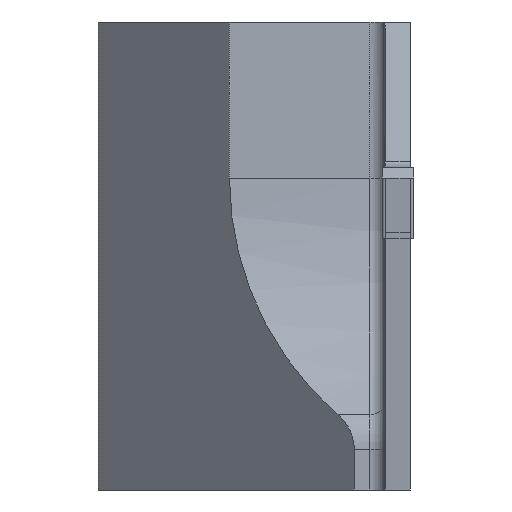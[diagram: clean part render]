
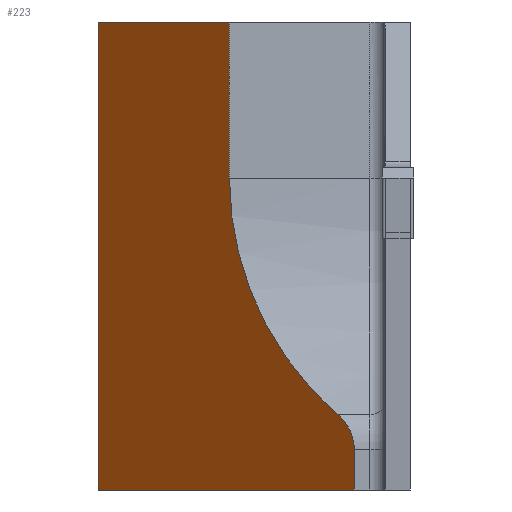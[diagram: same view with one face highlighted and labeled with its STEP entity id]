
A CAD part, left-side view. The second image highlights one B-rep face of the part: STEP entity #223.
In plain terms, the highlighted planar face has unit normal (-0.707, 0.707, 0).
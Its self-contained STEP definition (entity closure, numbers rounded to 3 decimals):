
#176=ELLIPSE('',#1010,28.284,20.);
#180=ELLIPSE('',#1040,4.243,3.);
#223=ADVANCED_FACE('',(#305),#259,.T.);
#259=PLANE('',#1051);
#305=FACE_OUTER_BOUND('',#352,.T.);
#352=EDGE_LOOP('',(#574,#575,#576,#577,#578,#579,#580));
#574=ORIENTED_EDGE('',*,*,#725,.F.);
#575=ORIENTED_EDGE('',*,*,#721,.F.);
#576=ORIENTED_EDGE('',*,*,#779,.F.);
#577=ORIENTED_EDGE('',*,*,#758,.F.);
#578=ORIENTED_EDGE('',*,*,#753,.F.);
#579=ORIENTED_EDGE('',*,*,#786,.F.);
#580=ORIENTED_EDGE('',*,*,#783,.F.);
#632=VERTEX_POINT('',#1397);
#633=VERTEX_POINT('',#1398);
#636=VERTEX_POINT('',#1406);
#657=VERTEX_POINT('',#1460);
#659=VERTEX_POINT('',#1463);
#661=VERTEX_POINT('',#1471);
#672=VERTEX_POINT('',#1520);
#721=EDGE_CURVE('',#632,#633,#830,.T.);
#725=EDGE_CURVE('',#633,#636,#176,.T.);
#753=EDGE_CURVE('',#657,#659,#857,.T.);
#758=EDGE_CURVE('',#659,#661,#861,.T.);
#779=EDGE_CURVE('',#661,#632,#879,.T.);
#783=EDGE_CURVE('',#636,#672,#180,.T.);
#786=EDGE_CURVE('',#672,#657,#883,.T.);
#830=LINE('',#1396,#924);
#857=LINE('',#1462,#951);
#861=LINE('',#1470,#955);
#879=LINE('',#1512,#973);
#883=LINE('',#1525,#977);
#924=VECTOR('',#1146,1.);
#951=VECTOR('',#1197,1.);
#955=VECTOR('',#1205,1.);
#973=VECTOR('',#1249,1.);
#977=VECTOR('',#1267,1.);
#1010=AXIS2_PLACEMENT_3D('',#1405,#1152,#1153);
#1040=AXIS2_PLACEMENT_3D('',#1519,#1260,#1261);
#1051=AXIS2_PLACEMENT_3D('',#1535,#1285,#1286);
#1146=DIRECTION('',(0.,0.,-1.));
#1152=DIRECTION('',(-0.707,0.707,0.));
#1153=DIRECTION('',(-0.707,-0.707,0.));
#1197=DIRECTION('',(0.707,0.707,0.));
#1205=DIRECTION('',(0.,0.,1.));
#1249=DIRECTION('',(-0.707,-0.707,0.));
#1260=DIRECTION('',(0.707,-0.707,0.));
#1261=DIRECTION('',(-0.707,-0.707,0.));
#1267=DIRECTION('',(0.,0.,-1.));
#1285=DIRECTION('',(-0.707,0.707,0.));
#1286=DIRECTION('',(-0.707,-0.707,0.));
#1396=CARTESIAN_POINT('',(18.,11.6,-287.));
#1397=CARTESIAN_POINT('',(18.,11.6,10.));
#1398=CARTESIAN_POINT('',(18.,11.6,0.));
#1405=CARTESIAN_POINT('',(-2.,-8.4,0.));
#1406=CARTESIAN_POINT('',(11.043,4.643,-15.161));
#1460=CARTESIAN_POINT('',(10.,3.6,-20.));
#1462=CARTESIAN_POINT('',(26.4,20.,-20.));
#1463=CARTESIAN_POINT('',(26.4,20.,-20.));
#1470=CARTESIAN_POINT('',(26.4,20.,-287.));
#1471=CARTESIAN_POINT('',(26.4,20.,10.));
#1512=CARTESIAN_POINT('',(26.4,20.,10.));
#1519=CARTESIAN_POINT('',(13.,6.6,-17.436));
#1520=CARTESIAN_POINT('',(10.,3.6,-17.436));
#1525=CARTESIAN_POINT('',(10.,3.6,-287.));
#1535=CARTESIAN_POINT('',(26.4,20.,-287.));
